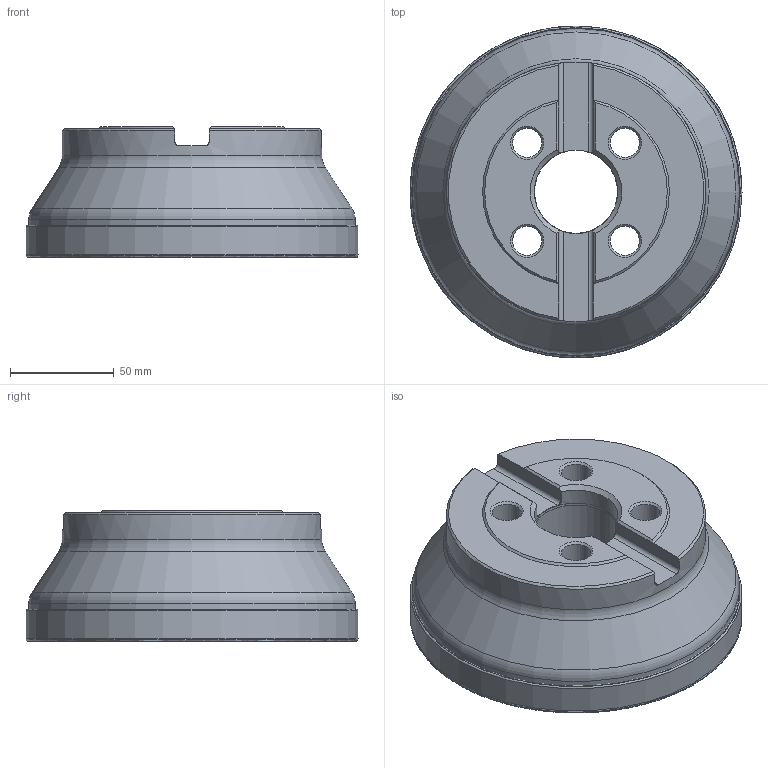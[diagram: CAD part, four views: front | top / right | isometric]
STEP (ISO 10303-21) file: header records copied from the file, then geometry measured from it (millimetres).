
FILE_DESCRIPTION(/* description */ (''),/* implementation_level */ '2;1');
FILE_NAME(/* name */ '202763858ndi000_00.stp',/* time_stamp */ '2019-12-18T09:38:49+01:00',/* author */ (''),/* organization */ (''),/* preprocessor_version */ 'ST-DEVELOPER v16.7',/* originating_system */ 'SIEMENS PLM Software NX 12.0',/* authorisation */ '');
FILE_SCHEMA (('AUTOMOTIVE_DESIGN { 1 0 10303 214 3 1 1 1 }'));
Length unit declared in the file: millimetre
Products named in the file (1): mp54320489D5p8xi
Bounding box: 159.91 x 159.91 x 62.99 mm (x, y, z)
Volume: 775921.5 mm3; surface area: 98723.8 mm2
Topology: 2 solids, 2 shells, 111 faces, 287 edges, 179 vertices
Faces by surface type: cone 33, cylinder 30, plane 21, torus 15, revolution 12
Full cylindrical faces by diameter (mm): 6.4 x4, 14 x4, 20 x4, 40.008 x1, 40.2 x1, 90 x1, 96.928 x1, 125 x1, 157.277 x1
Entity records: 3337 total; most frequent: CARTESIAN_POINT 1023, DIRECTION 470, ORIENTED_EDGE 386, AXIS2_PLACEMENT_3D 209, EDGE_CURVE 193, EDGE_LOOP 186, VERTEX_POINT 153, FACE_BOUND 152
